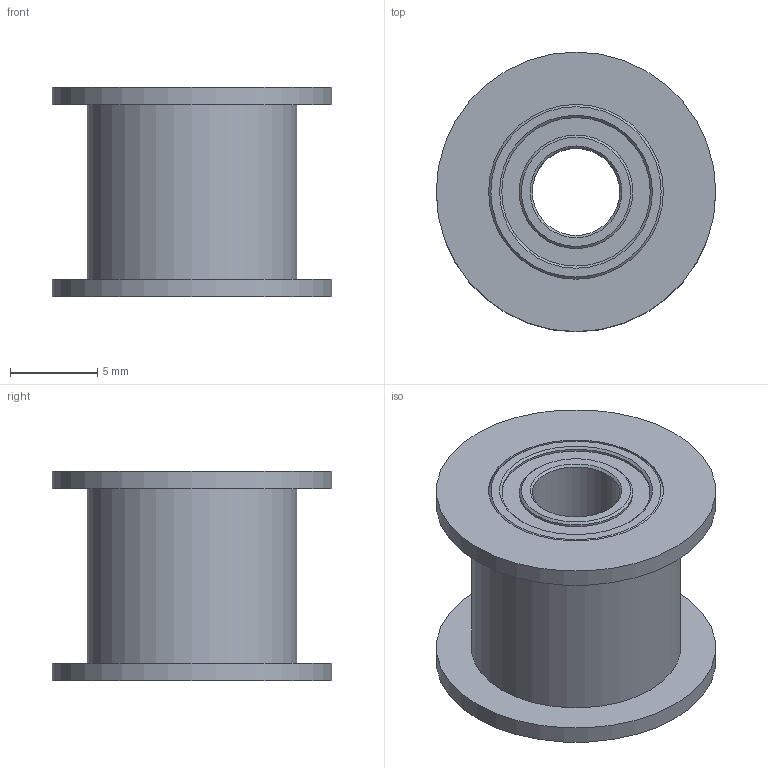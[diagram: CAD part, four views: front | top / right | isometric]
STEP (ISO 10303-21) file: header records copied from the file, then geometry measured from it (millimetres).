
FILE_DESCRIPTION(/* description */ (''),/* implementation_level */ '2;1');
FILE_NAME(/* name */ 'HW2806WC-Idler Pulley - Smooth for 2GT-20T - 9mm Belt - 5mm Bore.step',/* time_stamp */ '2022-09-19T15:21:46+01:00',/* author */ (''),/* organization */ (''),/* preprocessor_version */ 'ST-DEVELOPER v19',/* originating_system */ 'Autodesk Translation Framework v11.7.0.108',/* authorisation */ '');
FILE_SCHEMA (('AUTOMOTIVE_DESIGN { 1 0 10303 214 3 1 1 }'));
Length unit declared in the file: millimetre
Products named in the file (3): HW2806WC; _MR105ZZ Bearing v1; _Bearing Spacer
Assembly tree (3 placements, depth 2):
  HW2806WC
    _MR105ZZ Bearing v1  x2
    _Bearing Spacer
Bounding box: 16 x 16 x 12 mm (x, y, z)
Volume: 1238.1 mm3; surface area: 2134.7 mm2
Topology: 4 solids, 4 shells, 56 faces, 92 edges, 56 vertices
Faces by surface type: plane 20, cylinder 20, cone 16
Full cylindrical faces by diameter (mm): 5 x2, 5.1 x1, 6.5 x4, 7 x1, 7.5 x1, 8.5 x4, 10 x4, 12 x1, 16 x2
Entity records: 963 total; most frequent: DIRECTION 178, CARTESIAN_POINT 136, ORIENTED_EDGE 116, AXIS2_PLACEMENT_3D 78, EDGE_CURVE 58, EDGE_LOOP 50, FACE_OUTER_BOUND 36, CIRCLE 36
